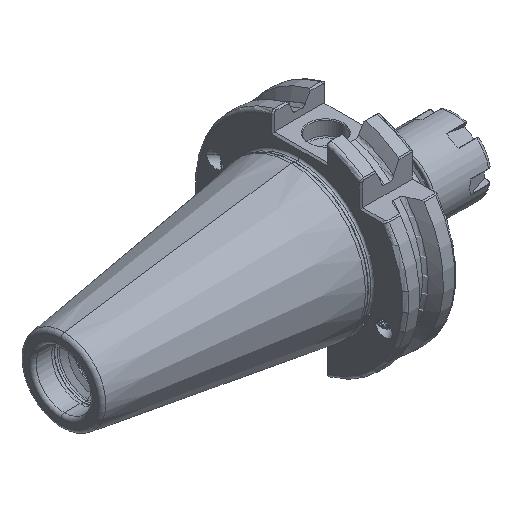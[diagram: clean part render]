
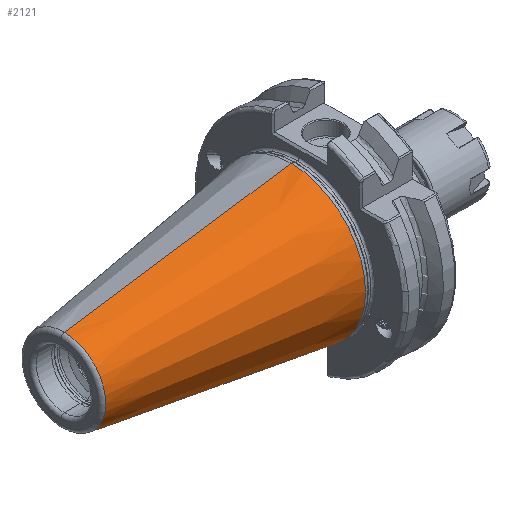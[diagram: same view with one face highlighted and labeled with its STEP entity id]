
A CAD part, isometric view. The second image highlights one B-rep face of the part: STEP entity #2121.
In plain terms, the highlighted conical face has half-angle 8.297 degrees and reference radius 22.692 mm.
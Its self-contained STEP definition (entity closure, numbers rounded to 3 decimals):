
#1359 = CARTESIAN_POINT ( 'NONE',  ( -2.5, 0., 22.327 ) ) ;
#1457 = CARTESIAN_POINT ( 'NONE',  ( -70.573, 0., -12.4 ) ) ;
#2121 = ADVANCED_FACE ( 'NONE', ( #7878 ), #7865, .T. ) ;
#2836 = ORIENTED_EDGE ( 'NONE', *, *, #17992, .F. ) ;
#2896 = ORIENTED_EDGE ( 'NONE', *, *, #18018, .T. ) ;
#2960 = ORIENTED_EDGE ( 'NONE', *, *, #10730, .F. ) ;
#2966 = ORIENTED_EDGE ( 'NONE', *, *, #10672, .T. ) ;
#6709 = VECTOR ( 'NONE', #9281, 1000. ) ;
#6717 = LINE ( 'NONE', #9279, #6709 ) ;
#6719 = LINE ( 'NONE', #8443, #6720 ) ;
#6720 = VECTOR ( 'NONE', #8796, 1000. ) ;
#6839 = CIRCLE ( 'NONE', #13607, 12.4 ) ;
#6925 = CIRCLE ( 'NONE', #13608, 22.327 ) ;
#7865 = CONICAL_SURFACE ( 'NONE', #10504, 22.692, 0.145 ) ;
#7878 = FACE_OUTER_BOUND ( 'NONE', #9974, .T. ) ;
#8443 = CARTESIAN_POINT ( 'NONE',  ( 0., 0., -22.692 ) ) ;
#8796 = DIRECTION ( 'NONE',  ( 0.99, 0., -0.144 ) ) ;
#9279 = CARTESIAN_POINT ( 'NONE',  ( 0., 0., 22.692 ) ) ;
#9281 = DIRECTION ( 'NONE',  ( 0.99, 0., 0.144 ) ) ;
#9974 = EDGE_LOOP ( 'NONE', ( #2836, #2966, #2896, #2960 ) ) ;
#10504 = AXIS2_PLACEMENT_3D ( 'NONE', #18429, #18397, #18412 ) ;
#10672 = EDGE_CURVE ( 'NONE', #23323, #23431, #6839, .T. ) ;
#10730 = EDGE_CURVE ( 'NONE', #23402, #22502, #6925, .T. ) ;
#13223 = CARTESIAN_POINT ( 'NONE',  ( -2.5, 0., -22.327 ) ) ;
#13248 = CARTESIAN_POINT ( 'NONE',  ( -70.573, 0., 12.4 ) ) ;
#13607 = AXIS2_PLACEMENT_3D ( 'NONE', #20002, #20008, #20033 ) ;
#13608 = AXIS2_PLACEMENT_3D ( 'NONE', #19401, #19402, #19364 ) ;
#17992 = EDGE_CURVE ( 'NONE', #23323, #23402, #6717, .T. ) ;
#18018 = EDGE_CURVE ( 'NONE', #23431, #22502, #6719, .T. ) ;
#18397 = DIRECTION ( 'NONE',  ( 1., 0., 0. ) ) ;
#18412 = DIRECTION ( 'NONE',  ( 0., 0., -1. ) ) ;
#18429 = CARTESIAN_POINT ( 'NONE',  ( 0., 0., 0. ) ) ;
#19364 = DIRECTION ( 'NONE',  ( 0., 0., -1. ) ) ;
#19401 = CARTESIAN_POINT ( 'NONE',  ( -2.5, 0., 0. ) ) ;
#19402 = DIRECTION ( 'NONE',  ( 1., 0., 0. ) ) ;
#20002 = CARTESIAN_POINT ( 'NONE',  ( -70.573, 0., 0. ) ) ;
#20008 = DIRECTION ( 'NONE',  ( 1., 0., 0. ) ) ;
#20033 = DIRECTION ( 'NONE',  ( 0., 0., 1. ) ) ;
#22502 = VERTEX_POINT ( 'NONE', #13223 ) ;
#23323 = VERTEX_POINT ( 'NONE', #13248 ) ;
#23402 = VERTEX_POINT ( 'NONE', #1359 ) ;
#23431 = VERTEX_POINT ( 'NONE', #1457 ) ;
